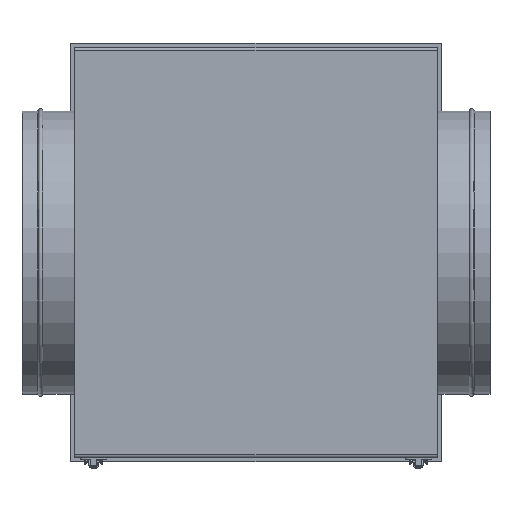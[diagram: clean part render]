
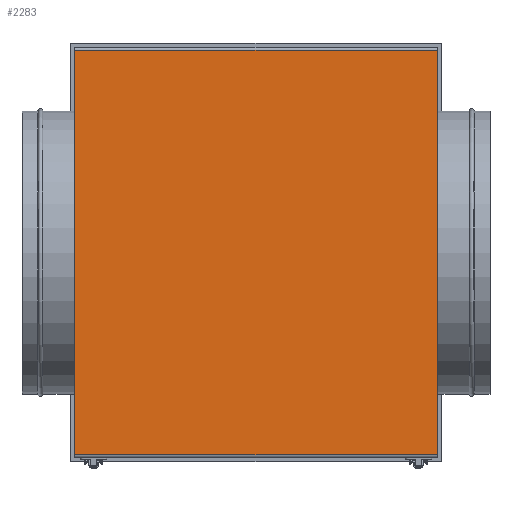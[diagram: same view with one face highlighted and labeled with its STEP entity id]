
A CAD part, front view. The second image highlights one B-rep face of the part: STEP entity #2283.
In plain terms, the highlighted planar face has unit normal (0, -1, 0).
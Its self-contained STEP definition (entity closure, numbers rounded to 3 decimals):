
#2215 = EDGE_CURVE ( 'NONE', #2216, #2217, #7064, .T. ) ;
#2216 = VERTEX_POINT ( 'NONE', #7060 ) ;
#2217 = VERTEX_POINT ( 'NONE', #7059 ) ;
#2255 = VERTEX_POINT ( 'NONE', #7112 ) ;
#2257 = EDGE_CURVE ( 'NONE', #2255, #2258, #7111, .T. ) ;
#2258 = VERTEX_POINT ( 'NONE', #7107 ) ;
#2283 = ADVANCED_FACE ( 'NONE', ( #7193 ), #7191, .F. ) ;
#2284 = EDGE_LOOP ( 'NONE', ( #2336, #2337, #2339, #2340 ) ) ;
#2336 = ORIENTED_EDGE ( 'NONE', *, *, #2215, .T. ) ;
#2337 = ORIENTED_EDGE ( 'NONE', *, *, #2338, .T. ) ;
#2338 = EDGE_CURVE ( 'NONE', #2217, #2258, #7298, .T. ) ;
#2339 = ORIENTED_EDGE ( 'NONE', *, *, #2257, .F. ) ;
#2340 = ORIENTED_EDGE ( 'NONE', *, *, #2341, .T. ) ;
#2341 = EDGE_CURVE ( 'NONE', #2255, #2216, #7294, .T. ) ;
#7059 = CARTESIAN_POINT ( 'NONE',  ( -227.5, 0., 511.263 ) ) ;
#7060 = CARTESIAN_POINT ( 'NONE',  ( 227.5, 0., 511.263 ) ) ;
#7061 = DIRECTION ( 'NONE',  ( -1., 0., 0. ) ) ;
#7062 = VECTOR ( 'NONE', #7061, 1000. ) ;
#7063 = CARTESIAN_POINT ( 'NONE',  ( 227.5, 0., 511.263 ) ) ;
#7064 = LINE ( 'NONE', #7063, #7062 ) ;
#7107 = CARTESIAN_POINT ( 'NONE',  ( -227.5, 0., 3.737 ) ) ;
#7108 = DIRECTION ( 'NONE',  ( -1., 0., 0. ) ) ;
#7109 = VECTOR ( 'NONE', #7108, 1000. ) ;
#7110 = CARTESIAN_POINT ( 'NONE',  ( -227.5, 0., 3.737 ) ) ;
#7111 = LINE ( 'NONE', #7110, #7109 ) ;
#7112 = CARTESIAN_POINT ( 'NONE',  ( 227.5, 0., 3.737 ) ) ;
#7187 = DIRECTION ( 'NONE',  ( 0., 0., 1. ) ) ;
#7188 = DIRECTION ( 'NONE',  ( 0., 1., 0. ) ) ;
#7189 = CARTESIAN_POINT ( 'NONE',  ( -227.5, 0., 515. ) ) ;
#7190 = AXIS2_PLACEMENT_3D ( 'NONE', #7189, #7188, #7187 ) ;
#7191 = PLANE ( 'NONE',  #7190 ) ;
#7193 = FACE_OUTER_BOUND ( 'NONE', #2284, .T. ) ;
#7291 = DIRECTION ( 'NONE',  ( 0., 0., 1. ) ) ;
#7292 = VECTOR ( 'NONE', #7291, 1000. ) ;
#7293 = CARTESIAN_POINT ( 'NONE',  ( 227.5, 0., 515. ) ) ;
#7294 = LINE ( 'NONE', #7293, #7292 ) ;
#7295 = DIRECTION ( 'NONE',  ( 0., 0., -1. ) ) ;
#7296 = VECTOR ( 'NONE', #7295, 1000. ) ;
#7297 = CARTESIAN_POINT ( 'NONE',  ( -227.5, 0., 515. ) ) ;
#7298 = LINE ( 'NONE', #7297, #7296 ) ;
